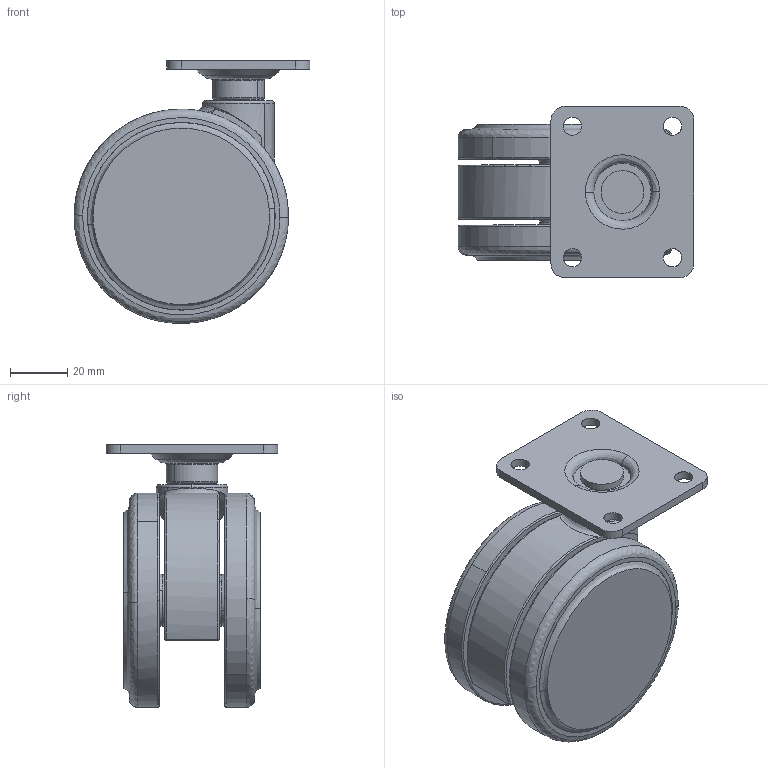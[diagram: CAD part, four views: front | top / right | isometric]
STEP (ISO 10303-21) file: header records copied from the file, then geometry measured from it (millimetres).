
FILE_DESCRIPTION((''),'2;1');
FILE_NAME('','2008-05-01T11:10:36',(''),(''),'','CADfix','');
FILE_SCHEMA(('AUTOMOTIVE_DESIGN { 1 0 10303 214 1 1 1 1 }'));
Length unit declared in the file: millimetre
Bounding box: 82.5 x 60 x 92 mm (x, y, z)
Volume: 167374.4 mm3; surface area: 43350.6 mm2
Topology: 5 solids, 5 shells, 147 faces, 530 edges, 404 vertices
Faces by surface type: bspline 147
Entity records: 10234 total; most frequent: CARTESIAN_POINT 7115, ORIENTED_EDGE 1060, EDGE_CURVE 530, B_SPLINE_CURVE_WITH_KNOTS 427, VERTEX_POINT 404, EDGE_LOOP 170, FACE_OUTER_BOUND 147, ADVANCED_FACE 147
